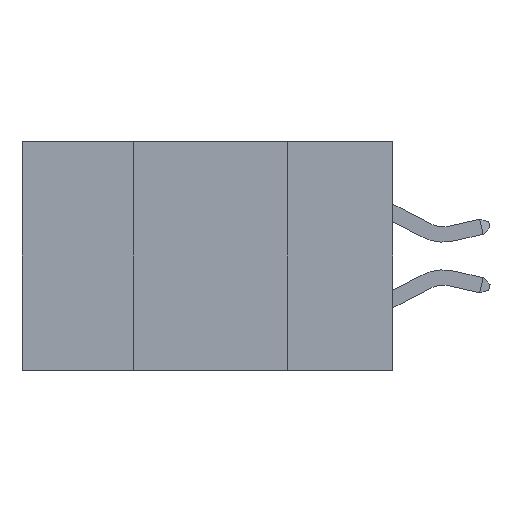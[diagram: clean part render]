
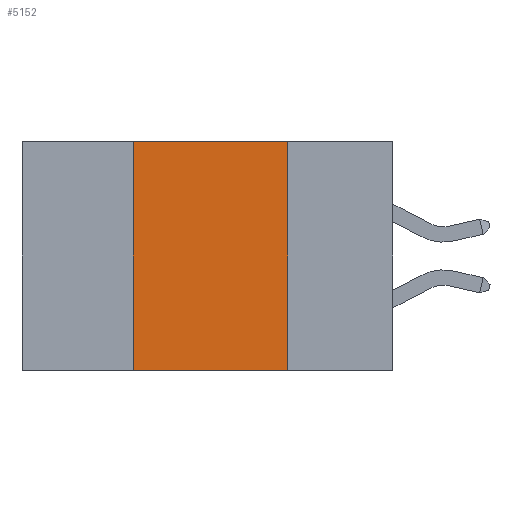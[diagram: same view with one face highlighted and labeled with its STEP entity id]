
A CAD part, left-side view. The second image highlights one B-rep face of the part: STEP entity #5152.
In plain terms, the highlighted planar face has unit normal (-1, 0, 0).
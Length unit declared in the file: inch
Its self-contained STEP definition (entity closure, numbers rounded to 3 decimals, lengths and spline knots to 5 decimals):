
#155 = DIRECTION ( 'NONE',  ( 0., 0., 1. ) ) ;
#636 = VERTEX_POINT ( 'NONE', #1421 ) ;
#888 = DIRECTION ( 'NONE',  ( 1., 0., 0. ) ) ;
#1088 = VECTOR ( 'NONE', #1315, 39.37008 ) ;
#1118 = ORIENTED_EDGE ( 'NONE', *, *, #10097, .F. ) ;
#1312 = CARTESIAN_POINT ( 'NONE',  ( 0., 0.6, 0. ) ) ;
#1315 = DIRECTION ( 'NONE',  ( 0., -1., 0. ) ) ;
#1356 = CARTESIAN_POINT ( 'NONE',  ( 0., 0.17, -0.37 ) ) ;
#1421 = CARTESIAN_POINT ( 'NONE',  ( 0., 0.17, 0. ) ) ;
#1678 = VERTEX_POINT ( 'NONE', #9539 ) ;
#1762 = FACE_OUTER_BOUND ( 'NONE', #5715, .T. ) ;
#1946 = VECTOR ( 'NONE', #8183, 39.37008 ) ;
#1968 = EDGE_CURVE ( 'NONE', #4752, #8815, #8300, .T. ) ;
#3144 = CARTESIAN_POINT ( 'NONE',  ( 0., 0.17, 0. ) ) ;
#3199 = EDGE_CURVE ( 'NONE', #1678, #636, #5474, .T. ) ;
#3758 = CARTESIAN_POINT ( 'NONE',  ( 0., 0.42, -0.37 ) ) ;
#3951 = DIRECTION ( 'NONE',  ( 0., 0., -1. ) ) ;
#4752 = VERTEX_POINT ( 'NONE', #3758 ) ;
#5152 = ADVANCED_FACE ( 'NONE', ( #1762 ), #9696, .F. ) ;
#5238 = ORIENTED_EDGE ( 'NONE', *, *, #6475, .F. ) ;
#5474 = LINE ( 'NONE', #1312, #1088 ) ;
#5498 = ORIENTED_EDGE ( 'NONE', *, *, #1968, .T. ) ;
#5715 = EDGE_LOOP ( 'NONE', ( #5238, #9384, #1118, #5498 ) ) ;
#5823 = CARTESIAN_POINT ( 'NONE',  ( 0., 0.6, 0. ) ) ;
#6475 = EDGE_CURVE ( 'NONE', #636, #8815, #8110, .T. ) ;
#6618 = DIRECTION ( 'NONE',  ( 0., 0., -1. ) ) ;
#7296 = AXIS2_PLACEMENT_3D ( 'NONE', #5823, #888, #6618 ) ;
#7492 = LINE ( 'NONE', #9838, #9301 ) ;
#8110 = LINE ( 'NONE', #3144, #10136 ) ;
#8183 = DIRECTION ( 'NONE',  ( 0., -1., 0. ) ) ;
#8216 = CARTESIAN_POINT ( 'NONE',  ( 0., 0.6, -0.37 ) ) ;
#8300 = LINE ( 'NONE', #8216, #1946 ) ;
#8815 = VERTEX_POINT ( 'NONE', #1356 ) ;
#9301 = VECTOR ( 'NONE', #155, 39.37008 ) ;
#9384 = ORIENTED_EDGE ( 'NONE', *, *, #3199, .F. ) ;
#9539 = CARTESIAN_POINT ( 'NONE',  ( 0., 0.42, 0. ) ) ;
#9696 = PLANE ( 'NONE',  #7296 ) ;
#9838 = CARTESIAN_POINT ( 'NONE',  ( 0., 0.42, 0. ) ) ;
#10097 = EDGE_CURVE ( 'NONE', #4752, #1678, #7492, .T. ) ;
#10136 = VECTOR ( 'NONE', #3951, 39.37008 ) ;
